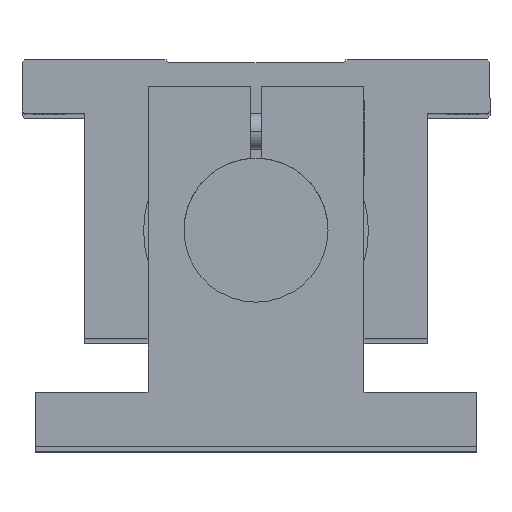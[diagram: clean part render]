
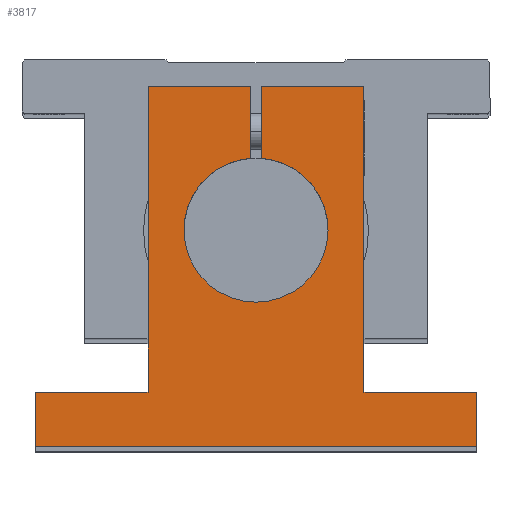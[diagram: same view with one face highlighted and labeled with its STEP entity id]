
A CAD part, top view. The second image highlights one B-rep face of the part: STEP entity #3817.
In plain terms, the highlighted planar face has unit normal (0, 0, 1).
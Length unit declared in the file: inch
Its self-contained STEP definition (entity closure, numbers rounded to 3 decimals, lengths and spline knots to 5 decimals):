
#3 = CARTESIAN_POINT ( 'NONE',  ( -1.34032, 0.21473, 7.23123 ) ) ;
#17 = ORIENTED_EDGE ( 'NONE', *, *, #3427, .T. ) ;
#21 = CARTESIAN_POINT ( 'NONE',  ( -2.87182, -1.28527, 7.23123 ) ) ;
#57 = CARTESIAN_POINT ( 'NONE',  ( -2.87182, -1.28527, 7.23123 ) ) ;
#162 = VECTOR ( 'NONE', #3349, 39.37008 ) ;
#166 = LINE ( 'NONE', #1760, #3619 ) ;
#174 = CARTESIAN_POINT ( 'NONE',  ( -1.34032, 0.21473, 7.23123 ) ) ;
#185 = EDGE_CURVE ( 'NONE', #2774, #2938, #166, .T. ) ;
#188 = EDGE_CURVE ( 'NONE', #3103, #2774, #2397, .T. ) ;
#243 = AXIS2_PLACEMENT_3D ( 'NONE', #3, #638, #2975 ) ;
#264 = LINE ( 'NONE', #2153, #1644 ) ;
#311 = VECTOR ( 'NONE', #2956, 39.37008 ) ;
#321 = VERTEX_POINT ( 'NONE', #2438 ) ;
#333 = ORIENTED_EDGE ( 'NONE', *, *, #188, .F. ) ;
#341 = EDGE_CURVE ( 'NONE', #1561, #929, #264, .T. ) ;
#376 = VECTOR ( 'NONE', #481, 39.37008 ) ;
#400 = CARTESIAN_POINT ( 'NONE',  ( -2.09032, -0.91007, 7.23123 ) ) ;
#480 = DIRECTION ( 'NONE',  ( 1., 0., 0. ) ) ;
#481 = DIRECTION ( 'NONE',  ( 1., 0., 0. ) ) ;
#513 = ORIENTED_EDGE ( 'NONE', *, *, #185, .F. ) ;
#533 = DIRECTION ( 'NONE',  ( 0., -1., 0. ) ) ;
#634 = PLANE ( 'NONE',  #830 ) ;
#638 = DIRECTION ( 'NONE',  ( 0., 0., -1. ) ) ;
#797 = CARTESIAN_POINT ( 'NONE',  ( -1.30095, 1.21473, 7.23123 ) ) ;
#799 = VECTOR ( 'NONE', #2049, 39.37008 ) ;
#820 = CARTESIAN_POINT ( 'NONE',  ( 0.19117, -1.28527, 7.23123 ) ) ;
#830 = AXIS2_PLACEMENT_3D ( 'NONE', #21, #1631, #1877 ) ;
#929 = VERTEX_POINT ( 'NONE', #2248 ) ;
#930 = AXIS2_PLACEMENT_3D ( 'NONE', #1250, #2498, #934 ) ;
#934 = DIRECTION ( 'NONE',  ( 1., 0., 0. ) ) ;
#991 = VERTEX_POINT ( 'NONE', #400 ) ;
#1108 = CARTESIAN_POINT ( 'NONE',  ( -2.09032, -0.91007, 7.23123 ) ) ;
#1129 = LINE ( 'NONE', #1108, #1799 ) ;
#1246 = ORIENTED_EDGE ( 'NONE', *, *, #2593, .F. ) ;
#1250 = CARTESIAN_POINT ( 'NONE',  ( -1.34032, 0.21473, 7.23123 ) ) ;
#1252 = VERTEX_POINT ( 'NONE', #2414 ) ;
#1261 = CIRCLE ( 'NONE', #1458, 0.5 ) ;
#1281 = DIRECTION ( 'NONE',  ( 1., 0., 0. ) ) ;
#1341 = VERTEX_POINT ( 'NONE', #57 ) ;
#1362 = LINE ( 'NONE', #3171, #4051 ) ;
#1372 = ORIENTED_EDGE ( 'NONE', *, *, #2539, .F. ) ;
#1450 = CARTESIAN_POINT ( 'NONE',  ( -2.87182, -0.91007, 7.23123 ) ) ;
#1458 = AXIS2_PLACEMENT_3D ( 'NONE', #174, #2017, #480 ) ;
#1466 = CIRCLE ( 'NONE', #930, 0.5 ) ;
#1495 = EDGE_CURVE ( 'NONE', #1252, #2601, #1261, .T. ) ;
#1497 = DIRECTION ( 'NONE',  ( 0., -1., 0. ) ) ;
#1506 = LINE ( 'NONE', #2760, #2870 ) ;
#1516 = DIRECTION ( 'NONE',  ( 0., -1., 0. ) ) ;
#1522 = CARTESIAN_POINT ( 'NONE',  ( -1.37969, 1.21473, 7.23123 ) ) ;
#1561 = VERTEX_POINT ( 'NONE', #1522 ) ;
#1586 = DIRECTION ( 'NONE',  ( 0., 1., 0. ) ) ;
#1631 = DIRECTION ( 'NONE',  ( 0., 0., 1. ) ) ;
#1642 = CARTESIAN_POINT ( 'NONE',  ( -0.84032, 0.21473, 7.23123 ) ) ;
#1644 = VECTOR ( 'NONE', #1497, 39.37008 ) ;
#1673 = ORIENTED_EDGE ( 'NONE', *, *, #3215, .F. ) ;
#1758 = ORIENTED_EDGE ( 'NONE', *, *, #341, .F. ) ;
#1760 = CARTESIAN_POINT ( 'NONE',  ( -0.59032, -0.91007, 7.23123 ) ) ;
#1799 = VECTOR ( 'NONE', #3639, 39.37008 ) ;
#1820 = CARTESIAN_POINT ( 'NONE',  ( -2.09032, 1.21473, 7.23123 ) ) ;
#1877 = DIRECTION ( 'NONE',  ( 1., 0., 0. ) ) ;
#1893 = CARTESIAN_POINT ( 'NONE',  ( -1.30095, 0.71318, 7.23123 ) ) ;
#2000 = VERTEX_POINT ( 'NONE', #2092 ) ;
#2017 = DIRECTION ( 'NONE',  ( 0., 0., -1. ) ) ;
#2043 = LINE ( 'NONE', #3915, #311 ) ;
#2049 = DIRECTION ( 'NONE',  ( 1., 0., 0. ) ) ;
#2071 = ORIENTED_EDGE ( 'NONE', *, *, #3869, .F. ) ;
#2077 = EDGE_CURVE ( 'NONE', #2220, #2000, #3063, .T. ) ;
#2092 = CARTESIAN_POINT ( 'NONE',  ( 0.19117, -1.28527, 7.23123 ) ) ;
#2131 = CARTESIAN_POINT ( 'NONE',  ( -2.87182, -1.28527, 7.23123 ) ) ;
#2153 = CARTESIAN_POINT ( 'NONE',  ( -1.37969, 0.71318, 7.23123 ) ) ;
#2220 = VERTEX_POINT ( 'NONE', #2932 ) ;
#2243 = ORIENTED_EDGE ( 'NONE', *, *, #2669, .F. ) ;
#2248 = CARTESIAN_POINT ( 'NONE',  ( -1.37969, 0.71318, 7.23123 ) ) ;
#2275 = EDGE_CURVE ( 'NONE', #321, #929, #3385, .T. ) ;
#2397 = LINE ( 'NONE', #797, #799 ) ;
#2401 = VECTOR ( 'NONE', #1586, 39.37008 ) ;
#2414 = CARTESIAN_POINT ( 'NONE',  ( -1.30095, 0.71318, 7.23123 ) ) ;
#2424 = LINE ( 'NONE', #2131, #162 ) ;
#2438 = CARTESIAN_POINT ( 'NONE',  ( -1.84032, 0.21473, 7.23123 ) ) ;
#2498 = DIRECTION ( 'NONE',  ( 0., 0., -1. ) ) ;
#2539 = EDGE_CURVE ( 'NONE', #2000, #1341, #1506, .T. ) ;
#2593 = EDGE_CURVE ( 'NONE', #2938, #2220, #1362, .T. ) ;
#2601 = VERTEX_POINT ( 'NONE', #1642 ) ;
#2635 = VECTOR ( 'NONE', #1516, 39.37008 ) ;
#2669 = EDGE_CURVE ( 'NONE', #1252, #3103, #3515, .T. ) ;
#2695 = EDGE_CURVE ( 'NONE', #3579, #1561, #3947, .T. ) ;
#2736 = CARTESIAN_POINT ( 'NONE',  ( -0.59032, 1.21473, 7.23123 ) ) ;
#2760 = CARTESIAN_POINT ( 'NONE',  ( -2.87182, -1.28527, 7.23123 ) ) ;
#2774 = VERTEX_POINT ( 'NONE', #2736 ) ;
#2836 = ORIENTED_EDGE ( 'NONE', *, *, #2695, .F. ) ;
#2870 = VECTOR ( 'NONE', #4015, 39.37008 ) ;
#2901 = CARTESIAN_POINT ( 'NONE',  ( -0.59032, -0.91007, 7.23123 ) ) ;
#2932 = CARTESIAN_POINT ( 'NONE',  ( 0.19117, -0.91007, 7.23123 ) ) ;
#2938 = VERTEX_POINT ( 'NONE', #2901 ) ;
#2956 = DIRECTION ( 'NONE',  ( 1., 0., 0. ) ) ;
#2972 = ORIENTED_EDGE ( 'NONE', *, *, #2077, .F. ) ;
#2975 = DIRECTION ( 'NONE',  ( 1., 0., 0. ) ) ;
#3052 = EDGE_CURVE ( 'NONE', #991, #3579, #1129, .T. ) ;
#3063 = LINE ( 'NONE', #820, #2635 ) ;
#3085 = ORIENTED_EDGE ( 'NONE', *, *, #3052, .F. ) ;
#3103 = VERTEX_POINT ( 'NONE', #3554 ) ;
#3171 = CARTESIAN_POINT ( 'NONE',  ( -0.59032, -0.91007, 7.23123 ) ) ;
#3215 = EDGE_CURVE ( 'NONE', #1341, #3983, #2424, .T. ) ;
#3296 = CARTESIAN_POINT ( 'NONE',  ( -2.09032, 1.21473, 7.23123 ) ) ;
#3349 = DIRECTION ( 'NONE',  ( 0., 1., 0. ) ) ;
#3385 = CIRCLE ( 'NONE', #243, 0.5 ) ;
#3427 = EDGE_CURVE ( 'NONE', #2601, #321, #1466, .T. ) ;
#3515 = LINE ( 'NONE', #1893, #2401 ) ;
#3554 = CARTESIAN_POINT ( 'NONE',  ( -1.30095, 1.21473, 7.23123 ) ) ;
#3579 = VERTEX_POINT ( 'NONE', #1820 ) ;
#3619 = VECTOR ( 'NONE', #533, 39.37008 ) ;
#3639 = DIRECTION ( 'NONE',  ( 0., 1., 0. ) ) ;
#3759 = ORIENTED_EDGE ( 'NONE', *, *, #2275, .T. ) ;
#3817 = ADVANCED_FACE ( 'NONE', ( #4060 ), #634, .T. ) ;
#3857 = ORIENTED_EDGE ( 'NONE', *, *, #1495, .T. ) ;
#3869 = EDGE_CURVE ( 'NONE', #3983, #991, #2043, .T. ) ;
#3915 = CARTESIAN_POINT ( 'NONE',  ( -2.87182, -0.91007, 7.23123 ) ) ;
#3947 = LINE ( 'NONE', #3296, #376 ) ;
#3983 = VERTEX_POINT ( 'NONE', #1450 ) ;
#4009 = EDGE_LOOP ( 'NONE', ( #3857, #17, #3759, #1758, #2836, #3085, #2071, #1673, #1372, #2972, #1246, #513, #333, #2243 ) ) ;
#4015 = DIRECTION ( 'NONE',  ( -1., 0., 0. ) ) ;
#4051 = VECTOR ( 'NONE', #1281, 39.37008 ) ;
#4060 = FACE_OUTER_BOUND ( 'NONE', #4009, .T. ) ;
